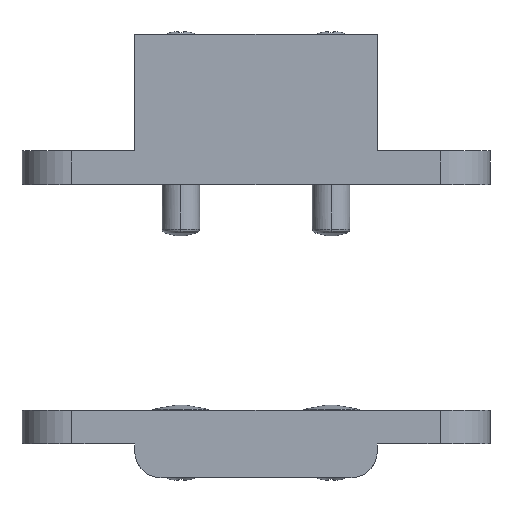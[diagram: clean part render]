
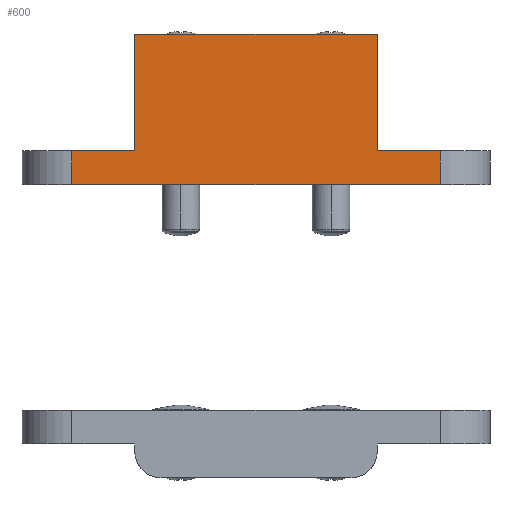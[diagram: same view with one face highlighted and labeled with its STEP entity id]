
A CAD part, left-side view. The second image highlights one B-rep face of the part: STEP entity #600.
In plain terms, the highlighted face is planar.
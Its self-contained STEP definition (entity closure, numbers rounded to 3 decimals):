
#27 = VERTEX_POINT ( 'NONE', #7611 ) ;
#28 = DIRECTION ( 'NONE',  ( 0., 1., 0. ) ) ;
#154 = CARTESIAN_POINT ( 'NONE',  ( 6.625, -24.5, 4.5 ) ) ;
#379 = CARTESIAN_POINT ( 'NONE',  ( 6.625, 16.125, -15.5 ) ) ;
#462 = EDGE_CURVE ( 'NONE', #2195, #1120, #7514, .T. ) ;
#475 = EDGE_CURVE ( 'NONE', #8479, #3318, #5976, .T. ) ;
#530 = CARTESIAN_POINT ( 'NONE',  ( 6.625, -24.5, 0. ) ) ;
#600 = ADVANCED_FACE ( 'NONE', ( #847 ), #8304, .F. ) ;
#627 = AXIS2_PLACEMENT_3D ( 'NONE', #1639, #2833, #7599 ) ;
#847 = FACE_OUTER_BOUND ( 'NONE', #3638, .T. ) ;
#1120 = VERTEX_POINT ( 'NONE', #4441 ) ;
#1248 = DIRECTION ( 'NONE',  ( 0., 0., 1. ) ) ;
#1335 = CARTESIAN_POINT ( 'NONE',  ( 6.625, 16.125, -15.5 ) ) ;
#1532 = LINE ( 'NONE', #2726, #3218 ) ;
#1639 = CARTESIAN_POINT ( 'NONE',  ( 6.625, 24.5, 4.5 ) ) ;
#1670 = VERTEX_POINT ( 'NONE', #5536 ) ;
#1764 = VECTOR ( 'NONE', #28, 1000. ) ;
#1914 = DIRECTION ( 'NONE',  ( 0., 0., -1. ) ) ;
#1989 = ORIENTED_EDGE ( 'NONE', *, *, #3880, .F. ) ;
#2071 = ORIENTED_EDGE ( 'NONE', *, *, #6740, .F. ) ;
#2083 = CARTESIAN_POINT ( 'NONE',  ( 6.625, 24.5, 0. ) ) ;
#2195 = VERTEX_POINT ( 'NONE', #530 ) ;
#2269 = EDGE_CURVE ( 'NONE', #27, #1120, #5272, .T. ) ;
#2500 = CARTESIAN_POINT ( 'NONE',  ( 6.625, 24.5, 4.5 ) ) ;
#2664 = VECTOR ( 'NONE', #1914, 1000. ) ;
#2726 = CARTESIAN_POINT ( 'NONE',  ( 6.625, -16.125, -15.5 ) ) ;
#2746 = VECTOR ( 'NONE', #1248, 1000. ) ;
#2795 = VECTOR ( 'NONE', #8662, 1000. ) ;
#2833 = DIRECTION ( 'NONE',  ( -1., 0., 0. ) ) ;
#3218 = VECTOR ( 'NONE', #4230, 1000. ) ;
#3241 = LINE ( 'NONE', #5936, #2795 ) ;
#3318 = VERTEX_POINT ( 'NONE', #7557 ) ;
#3400 = CARTESIAN_POINT ( 'NONE',  ( 6.625, -16.125, -15.5 ) ) ;
#3459 = VECTOR ( 'NONE', #6148, 1000. ) ;
#3638 = EDGE_LOOP ( 'NONE', ( #6069, #4996, #1989, #7196, #6713, #2071, #4806, #3683 ) ) ;
#3683 = ORIENTED_EDGE ( 'NONE', *, *, #5919, .T. ) ;
#3764 = VERTEX_POINT ( 'NONE', #4333 ) ;
#3880 = EDGE_CURVE ( 'NONE', #8479, #27, #1532, .T. ) ;
#4217 = DIRECTION ( 'NONE',  ( 0., 1., 0. ) ) ;
#4230 = DIRECTION ( 'NONE',  ( 0., -1., 0. ) ) ;
#4333 = CARTESIAN_POINT ( 'NONE',  ( 6.625, 24.5, 4.5 ) ) ;
#4441 = CARTESIAN_POINT ( 'NONE',  ( 6.625, -16.125, 0. ) ) ;
#4622 = CARTESIAN_POINT ( 'NONE',  ( 6.625, 24.5, 0. ) ) ;
#4662 = LINE ( 'NONE', #2500, #2664 ) ;
#4688 = EDGE_CURVE ( 'NONE', #3318, #5705, #8802, .T. ) ;
#4790 = LINE ( 'NONE', #154, #8110 ) ;
#4806 = ORIENTED_EDGE ( 'NONE', *, *, #6875, .F. ) ;
#4996 = ORIENTED_EDGE ( 'NONE', *, *, #2269, .F. ) ;
#5272 = LINE ( 'NONE', #3400, #3459 ) ;
#5536 = CARTESIAN_POINT ( 'NONE',  ( 6.625, -24.5, 4.5 ) ) ;
#5588 = VECTOR ( 'NONE', #4217, 1000. ) ;
#5705 = VERTEX_POINT ( 'NONE', #8400 ) ;
#5919 = EDGE_CURVE ( 'NONE', #1670, #2195, #4790, .T. ) ;
#5936 = CARTESIAN_POINT ( 'NONE',  ( 6.625, 24.5, 4.5 ) ) ;
#5976 = LINE ( 'NONE', #1335, #2746 ) ;
#6069 = ORIENTED_EDGE ( 'NONE', *, *, #462, .T. ) ;
#6101 = DIRECTION ( 'NONE',  ( 0., 0., -1. ) ) ;
#6148 = DIRECTION ( 'NONE',  ( 0., 0., 1. ) ) ;
#6713 = ORIENTED_EDGE ( 'NONE', *, *, #4688, .T. ) ;
#6740 = EDGE_CURVE ( 'NONE', #3764, #5705, #4662, .T. ) ;
#6875 = EDGE_CURVE ( 'NONE', #1670, #3764, #3241, .T. ) ;
#7196 = ORIENTED_EDGE ( 'NONE', *, *, #475, .T. ) ;
#7514 = LINE ( 'NONE', #4622, #1764 ) ;
#7557 = CARTESIAN_POINT ( 'NONE',  ( 6.625, 16.125, 0. ) ) ;
#7599 = DIRECTION ( 'NONE',  ( 0., 0., 1. ) ) ;
#7611 = CARTESIAN_POINT ( 'NONE',  ( 6.625, -16.125, -15.5 ) ) ;
#8110 = VECTOR ( 'NONE', #6101, 1000. ) ;
#8304 = PLANE ( 'NONE',  #627 ) ;
#8400 = CARTESIAN_POINT ( 'NONE',  ( 6.625, 24.5, 0. ) ) ;
#8479 = VERTEX_POINT ( 'NONE', #379 ) ;
#8662 = DIRECTION ( 'NONE',  ( 0., 1., 0. ) ) ;
#8802 = LINE ( 'NONE', #2083, #5588 ) ;
